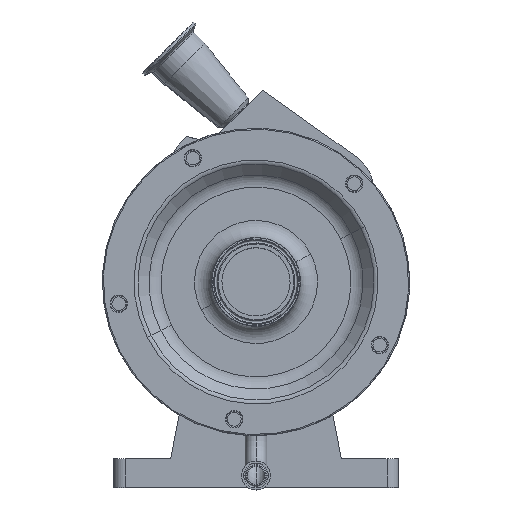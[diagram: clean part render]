
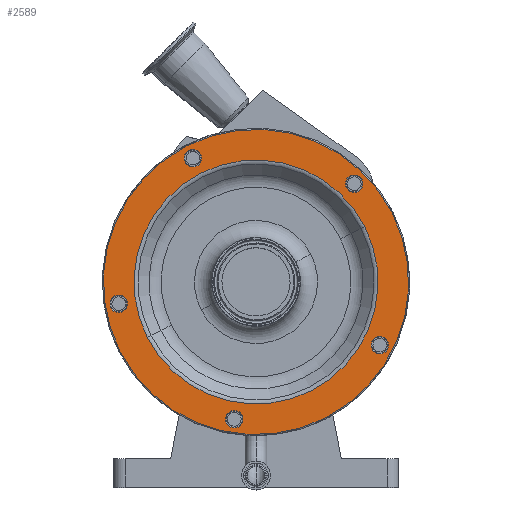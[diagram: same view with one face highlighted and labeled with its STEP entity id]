
A CAD part, top view. The second image highlights one B-rep face of the part: STEP entity #2589.
In plain terms, the highlighted planar face has unit normal (0, 0, 1).
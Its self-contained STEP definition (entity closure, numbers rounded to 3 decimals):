
#30 = DIRECTION ( 'NONE',  ( 0., 0., -1. ) ) ;
#69 = DIRECTION ( 'NONE',  ( 0., 0., -1. ) ) ;
#120 = AXIS2_PLACEMENT_3D ( 'NONE', #594, #9262, #10785 ) ;
#253 = EDGE_CURVE ( 'NONE', #5623, #5391, #2990, .T. ) ;
#307 = CARTESIAN_POINT ( 'NONE',  ( 95.401, 48.609, 209.5 ) ) ;
#319 = ORIENTED_EDGE ( 'NONE', *, *, #253, .T. ) ;
#398 = ORIENTED_EDGE ( 'NONE', *, *, #1108, .T. ) ;
#577 = VERTEX_POINT ( 'NONE', #5425 ) ;
#594 = CARTESIAN_POINT ( 'NONE',  ( -60.835, 119.395, 209.5 ) ) ;
#661 = AXIS2_PLACEMENT_3D ( 'NONE', #7757, #30, #2482 ) ;
#700 = EDGE_LOOP ( 'NONE', ( #2040, #6561 ) ) ;
#719 = CARTESIAN_POINT ( 'NONE',  ( -19.085, -120.498, 209.5 ) ) ;
#805 = AXIS2_PLACEMENT_3D ( 'NONE', #5998, #877, #10436 ) ;
#877 = DIRECTION ( 'NONE',  ( 0., 0., -1. ) ) ;
#924 = ORIENTED_EDGE ( 'NONE', *, *, #10245, .F. ) ;
#940 = DIRECTION ( 'NONE',  ( 0., 0., -1. ) ) ;
#1108 = EDGE_CURVE ( 'NONE', #3673, #6733, #10511, .T. ) ;
#1268 = CARTESIAN_POINT ( 'NONE',  ( -55.387, 108.703, 209.5 ) ) ;
#1445 = DIRECTION ( 'NONE',  ( -0.891, -0.454, 0. ) ) ;
#1452 = CARTESIAN_POINT ( 'NONE',  ( 115.513, -51.917, 209.5 ) ) ;
#1470 = DIRECTION ( 'NONE',  ( -0.891, -0.454, 0. ) ) ;
#1583 = CIRCLE ( 'NONE', #4657, 7.644 ) ;
#1664 = EDGE_CURVE ( 'NONE', #9807, #6539, #7838, .T. ) ;
#1724 = CARTESIAN_POINT ( 'NONE',  ( -12.274, -117.028, 209.5 ) ) ;
#1793 = CARTESIAN_POINT ( 'NONE',  ( 0., 0., 209.5 ) ) ;
#1910 = AXIS2_PLACEMENT_3D ( 'NONE', #6537, #2165, #1470 ) ;
#2040 = ORIENTED_EDGE ( 'NONE', *, *, #3657, .T. ) ;
#2061 = CARTESIAN_POINT ( 'NONE',  ( -95.401, -48.609, 209.5 ) ) ;
#2115 = DIRECTION ( 'NONE',  ( -0.891, -0.454, 0. ) ) ;
#2117 = CIRCLE ( 'NONE', #661, 107.071 ) ;
#2165 = DIRECTION ( 'NONE',  ( 0., 0., -1. ) ) ;
#2186 = EDGE_LOOP ( 'NONE', ( #11020, #5609 ) ) ;
#2201 = ORIENTED_EDGE ( 'NONE', *, *, #1664, .T. ) ;
#2239 = EDGE_CURVE ( 'NONE', #5391, #5623, #2117, .T. ) ;
#2247 = FACE_BOUND ( 'NONE', #7460, .T. ) ;
#2375 = DIRECTION ( 'NONE',  ( -0.891, -0.454, 0. ) ) ;
#2432 = DIRECTION ( 'NONE',  ( 0., 0., -1. ) ) ;
#2482 = DIRECTION ( 'NONE',  ( -0.891, -0.454, 0. ) ) ;
#2560 = ORIENTED_EDGE ( 'NONE', *, *, #9999, .T. ) ;
#2587 = EDGE_CURVE ( 'NONE', #9165, #6200, #9296, .T. ) ;
#2589 = ADVANCED_FACE ( 'NONE', ( #4959, #5849, #5025, #2247, #7351, #9096, #8312 ), #3266, .F. ) ;
#2895 = ORIENTED_EDGE ( 'NONE', *, *, #2986, .T. ) ;
#2973 = EDGE_CURVE ( 'NONE', #10294, #4995, #5721, .T. ) ;
#2986 = EDGE_CURVE ( 'NONE', #6733, #3673, #1583, .T. ) ;
#2990 = CIRCLE ( 'NONE', #9258, 107.071 ) ;
#3136 = CIRCLE ( 'NONE', #9412, 7.644 ) ;
#3162 = CARTESIAN_POINT ( 'NONE',  ( 93.078, 89.737, 209.5 ) ) ;
#3266 = PLANE ( 'NONE',  #120 ) ;
#3270 = EDGE_LOOP ( 'NONE', ( #10203, #3786 ) ) ;
#3336 = CARTESIAN_POINT ( 'NONE',  ( -55.387, 108.703, 209.5 ) ) ;
#3382 = EDGE_LOOP ( 'NONE', ( #319, #3931 ) ) ;
#3405 = VERTEX_POINT ( 'NONE', #9953 ) ;
#3540 = DIRECTION ( 'NONE',  ( -0.891, -0.454, 0. ) ) ;
#3657 = EDGE_CURVE ( 'NONE', #4195, #3405, #7975, .T. ) ;
#3670 = AXIS2_PLACEMENT_3D ( 'NONE', #10968, #10115, #2375 ) ;
#3673 = VERTEX_POINT ( 'NONE', #8272 ) ;
#3692 = EDGE_CURVE ( 'NONE', #6200, #9165, #3136, .T. ) ;
#3749 = VERTEX_POINT ( 'NONE', #3162 ) ;
#3786 = ORIENTED_EDGE ( 'NONE', *, *, #3692, .T. ) ;
#3931 = ORIENTED_EDGE ( 'NONE', *, *, #2239, .T. ) ;
#4036 = DIRECTION ( 'NONE',  ( 0., 0., -1. ) ) ;
#4131 = DIRECTION ( 'NONE',  ( 0., 0., -1. ) ) ;
#4180 = DIRECTION ( 'NONE',  ( -0.891, -0.454, 0. ) ) ;
#4195 = VERTEX_POINT ( 'NONE', #1452 ) ;
#4524 = AXIS2_PLACEMENT_3D ( 'NONE', #6275, #6991, #2115 ) ;
#4657 = AXIS2_PLACEMENT_3D ( 'NONE', #3336, #7591, #11028 ) ;
#4713 = AXIS2_PLACEMENT_3D ( 'NONE', #8771, #4131, #9499 ) ;
#4718 = DIRECTION ( 'NONE',  ( 0., 0., -1. ) ) ;
#4849 = DIRECTION ( 'NONE',  ( -0.891, -0.454, 0. ) ) ;
#4957 = CARTESIAN_POINT ( 'NONE',  ( -119.395, -60.835, 209.5 ) ) ;
#4959 = FACE_BOUND ( 'NONE', #2186, .T. ) ;
#4995 = VERTEX_POINT ( 'NONE', #4957 ) ;
#5025 = FACE_BOUND ( 'NONE', #3270, .T. ) ;
#5037 = DIRECTION ( 'NONE',  ( -0.891, -0.454, 0. ) ) ;
#5153 = AXIS2_PLACEMENT_3D ( 'NONE', #5392, #69, #3540 ) ;
#5391 = VERTEX_POINT ( 'NONE', #307 ) ;
#5392 = CARTESIAN_POINT ( 'NONE',  ( 0., 0., 209.5 ) ) ;
#5425 = CARTESIAN_POINT ( 'NONE',  ( 79.456, 82.797, 209.5 ) ) ;
#5609 = ORIENTED_EDGE ( 'NONE', *, *, #6078, .T. ) ;
#5623 = VERTEX_POINT ( 'NONE', #2061 ) ;
#5633 = DIRECTION ( 'NONE',  ( 0., 0., -1. ) ) ;
#5663 = CIRCLE ( 'NONE', #805, 7.644 ) ;
#5721 = CIRCLE ( 'NONE', #10382, 134. ) ;
#5849 = FACE_BOUND ( 'NONE', #700, .T. ) ;
#5998 = CARTESIAN_POINT ( 'NONE',  ( 108.703, -55.387, 209.5 ) ) ;
#6078 = EDGE_CURVE ( 'NONE', #577, #3749, #7923, .T. ) ;
#6200 = VERTEX_POINT ( 'NONE', #8170 ) ;
#6216 = AXIS2_PLACEMENT_3D ( 'NONE', #11005, #4036, #1445 ) ;
#6275 = CARTESIAN_POINT ( 'NONE',  ( 86.267, 86.267, 209.5 ) ) ;
#6283 = EDGE_CURVE ( 'NONE', #3749, #577, #9166, .T. ) ;
#6537 = CARTESIAN_POINT ( 'NONE',  ( -120.498, -19.085, 209.5 ) ) ;
#6539 = VERTEX_POINT ( 'NONE', #7799 ) ;
#6561 = ORIENTED_EDGE ( 'NONE', *, *, #7951, .T. ) ;
#6595 = CARTESIAN_POINT ( 'NONE',  ( -19.085, -120.498, 209.5 ) ) ;
#6733 = VERTEX_POINT ( 'NONE', #9078 ) ;
#6991 = DIRECTION ( 'NONE',  ( 0., 0., -1. ) ) ;
#7166 = CARTESIAN_POINT ( 'NONE',  ( 119.395, 60.835, 209.5 ) ) ;
#7168 = DIRECTION ( 'NONE',  ( -0.891, -0.454, 0. ) ) ;
#7351 = FACE_BOUND ( 'NONE', #9306, .T. ) ;
#7404 = DIRECTION ( 'NONE',  ( 0., 0., -1. ) ) ;
#7460 = EDGE_LOOP ( 'NONE', ( #2560, #2201 ) ) ;
#7539 = CARTESIAN_POINT ( 'NONE',  ( 0., 0., 209.5 ) ) ;
#7591 = DIRECTION ( 'NONE',  ( 0., 0., -1. ) ) ;
#7639 = AXIS2_PLACEMENT_3D ( 'NONE', #1268, #4718, #7168 ) ;
#7757 = CARTESIAN_POINT ( 'NONE',  ( 0., 0., 209.5 ) ) ;
#7799 = CARTESIAN_POINT ( 'NONE',  ( -113.687, -15.615, 209.5 ) ) ;
#7802 = DIRECTION ( 'NONE',  ( -0.891, -0.454, 0. ) ) ;
#7806 = CARTESIAN_POINT ( 'NONE',  ( -127.309, -22.555, 209.5 ) ) ;
#7838 = CIRCLE ( 'NONE', #1910, 7.644 ) ;
#7923 = CIRCLE ( 'NONE', #4524, 7.644 ) ;
#7951 = EDGE_CURVE ( 'NONE', #3405, #4195, #5663, .T. ) ;
#7975 = CIRCLE ( 'NONE', #3670, 7.644 ) ;
#8099 = ORIENTED_EDGE ( 'NONE', *, *, #2973, .F. ) ;
#8170 = CARTESIAN_POINT ( 'NONE',  ( -25.896, -123.968, 209.5 ) ) ;
#8272 = CARTESIAN_POINT ( 'NONE',  ( -62.197, 105.233, 209.5 ) ) ;
#8312 = FACE_BOUND ( 'NONE', #3382, .T. ) ;
#8771 = CARTESIAN_POINT ( 'NONE',  ( 86.267, 86.267, 209.5 ) ) ;
#9078 = CARTESIAN_POINT ( 'NONE',  ( -48.576, 112.173, 209.5 ) ) ;
#9096 = FACE_OUTER_BOUND ( 'NONE', #11048, .T. ) ;
#9165 = VERTEX_POINT ( 'NONE', #1724 ) ;
#9166 = CIRCLE ( 'NONE', #4713, 7.644 ) ;
#9258 = AXIS2_PLACEMENT_3D ( 'NONE', #1793, #940, #7802 ) ;
#9262 = DIRECTION ( 'NONE',  ( 0., 0., -1. ) ) ;
#9296 = CIRCLE ( 'NONE', #11103, 7.644 ) ;
#9306 = EDGE_LOOP ( 'NONE', ( #2895, #398 ) ) ;
#9412 = AXIS2_PLACEMENT_3D ( 'NONE', #6595, #5633, #5037 ) ;
#9499 = DIRECTION ( 'NONE',  ( -0.891, -0.454, 0. ) ) ;
#9608 = CIRCLE ( 'NONE', #6216, 7.644 ) ;
#9807 = VERTEX_POINT ( 'NONE', #7806 ) ;
#9953 = CARTESIAN_POINT ( 'NONE',  ( 101.892, -58.857, 209.5 ) ) ;
#9959 = CIRCLE ( 'NONE', #5153, 134. ) ;
#9999 = EDGE_CURVE ( 'NONE', #6539, #9807, #9608, .T. ) ;
#10115 = DIRECTION ( 'NONE',  ( 0., 0., -1. ) ) ;
#10203 = ORIENTED_EDGE ( 'NONE', *, *, #2587, .T. ) ;
#10245 = EDGE_CURVE ( 'NONE', #4995, #10294, #9959, .T. ) ;
#10294 = VERTEX_POINT ( 'NONE', #7166 ) ;
#10382 = AXIS2_PLACEMENT_3D ( 'NONE', #7539, #2432, #4180 ) ;
#10436 = DIRECTION ( 'NONE',  ( -0.891, -0.454, 0. ) ) ;
#10511 = CIRCLE ( 'NONE', #7639, 7.644 ) ;
#10785 = DIRECTION ( 'NONE',  ( -0.891, -0.454, 0. ) ) ;
#10968 = CARTESIAN_POINT ( 'NONE',  ( 108.703, -55.387, 209.5 ) ) ;
#11005 = CARTESIAN_POINT ( 'NONE',  ( -120.498, -19.085, 209.5 ) ) ;
#11020 = ORIENTED_EDGE ( 'NONE', *, *, #6283, .T. ) ;
#11028 = DIRECTION ( 'NONE',  ( -0.891, -0.454, 0. ) ) ;
#11048 = EDGE_LOOP ( 'NONE', ( #924, #8099 ) ) ;
#11103 = AXIS2_PLACEMENT_3D ( 'NONE', #719, #7404, #4849 ) ;
